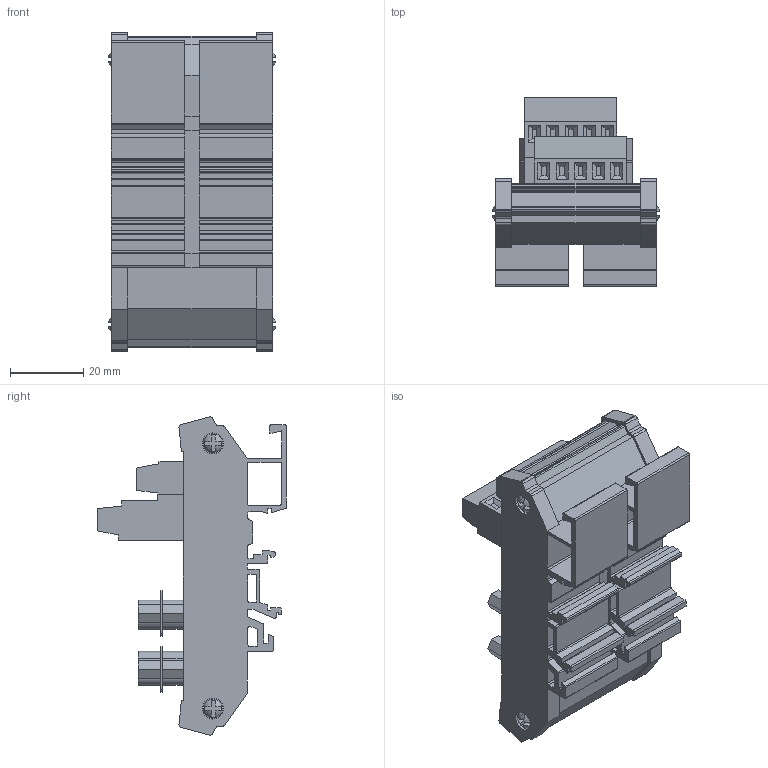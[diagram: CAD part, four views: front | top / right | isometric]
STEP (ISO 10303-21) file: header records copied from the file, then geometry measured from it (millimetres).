
FILE_DESCRIPTION (( 'STEP AP214' ), '1' );
FILE_NAME ('ZL-RTB-DB09.step', '2014-11-13T22:38:38', ( '' ), ( '' ), 'SwSTEP 2.0', 'SolidWorks 2014', '' );
FILE_SCHEMA (( 'AUTOMOTIVE_DESIGN' ));
Length unit declared in the file: inch
Products named in the file (1): ZL-RTB-DB09
Bounding box: 45.63 x 51.56 x 86.87 mm (x, y, z)
Volume: 75951 mm3; surface area: 27726 mm2
Topology: 1 solids, 5 shells, 786 faces, 2065 edges, 1354 vertices
Faces by surface type: plane 557, cylinder 221, sphere 8
Entity records: 29534 total; most frequent: CARTESIAN_POINT 4206, DIRECTION 4179, ORIENTED_EDGE 4130, EDGE_CURVE 2065, LINE 1525, VECTOR 1525, VERTEX_POINT 1354, AXIS2_PLACEMENT_3D 1327
